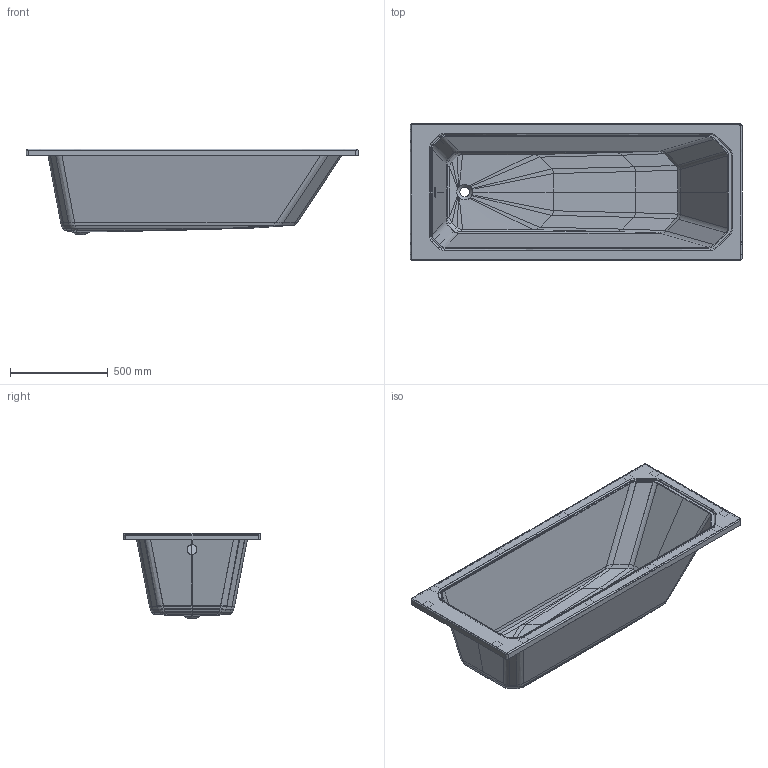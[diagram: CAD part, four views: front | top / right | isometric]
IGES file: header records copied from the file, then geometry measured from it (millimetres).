
Global section: file name: BS14-1770H_1; native system: AutoCAD 2016 - English; preprocessor: Autodesk Translation Framework DWG producer (atf_dwg_producer); organization: unknown; date: 20161018.093710; units: millimetre
Bounding box: 1700 x 700 x 440 mm (x, y, z)
Volume: 13310024 mm3; surface area: 5025484.8 mm2
Topology: 15 solids, 15 shells, 401 faces, 920 edges, 547 vertices
Faces by surface type: bspline 401
